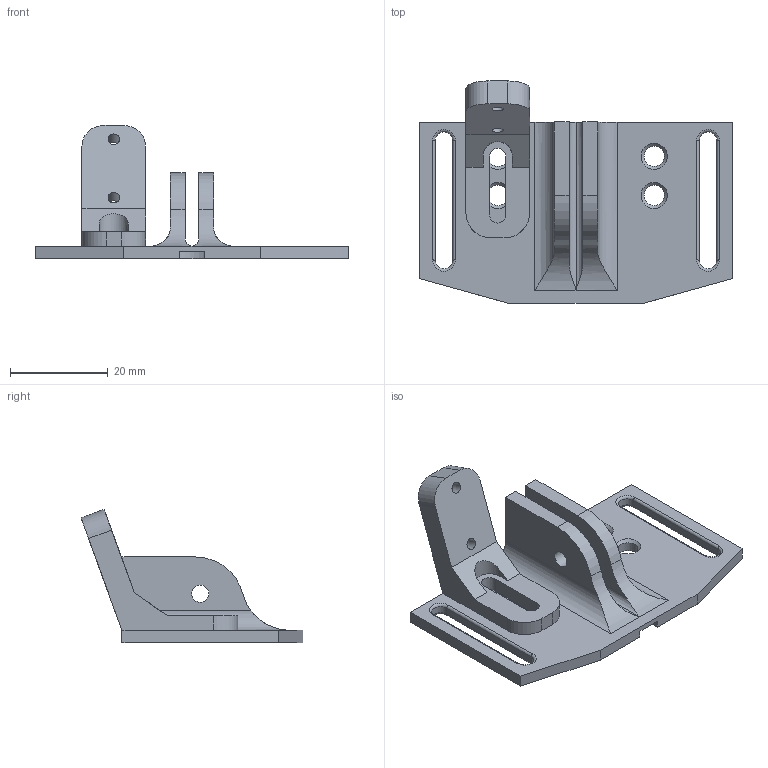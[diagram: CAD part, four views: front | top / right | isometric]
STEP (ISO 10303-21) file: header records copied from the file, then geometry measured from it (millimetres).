
FILE_DESCRIPTION(/* description */ (''),/* implementation_level */ '2;1');
FILE_NAME(/* name */ 'back_hand v9.step',/* time_stamp */ '2020-12-14T21:03:31-08:00',/* author */ (''),/* organization */ (''),/* preprocessor_version */ 'ST-DEVELOPER v18.1',/* originating_system */ 'Autodesk Translation Framework v9.7.1.1290',/* authorisation */ '');
FILE_SCHEMA (('AUTOMOTIVE_DESIGN { 1 0 10303 214 3 1 1 }'));
Length unit declared in the file: millimetre
Products named in the file (2): back_hand; Component2
Assembly tree (1 placements, depth 2):
  back_hand
    Component2
Bounding box: 64 x 45.37 x 27.21 mm (x, y, z)
Volume: 9502 mm3; surface area: 8131.7 mm2
Topology: 2 solids, 2 shells, 82 faces, 212 edges, 134 vertices
Faces by surface type: cylinder 36, plane 34, torus 8, cone 4
Full cylindrical faces by diameter (mm): 2.3 x2, 3.5 x2, 4.14 x4
Entity records: 2633 total; most frequent: CARTESIAN_POINT 467, DIRECTION 458, ORIENTED_EDGE 424, EDGE_CURVE 212, AXIS2_PLACEMENT_3D 165, VERTEX_POINT 134, LINE 128, VECTOR 128
